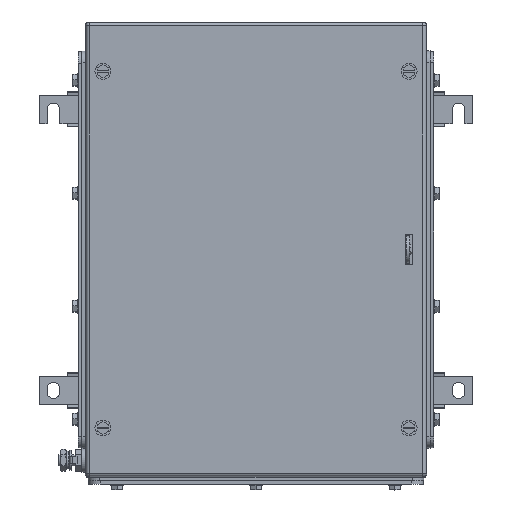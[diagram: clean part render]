
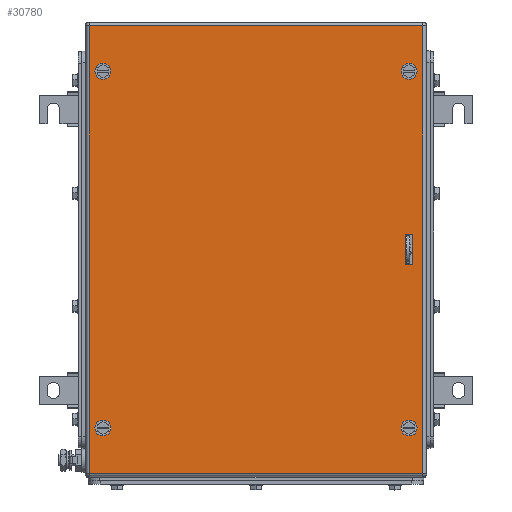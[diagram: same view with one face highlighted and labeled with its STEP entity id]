
A CAD part, top view. The second image highlights one B-rep face of the part: STEP entity #30780.
In plain terms, the highlighted planar face has unit normal (0, 0, 1).
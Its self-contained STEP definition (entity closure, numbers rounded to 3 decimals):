
#30620=AXIS2_PLACEMENT_3D('Circle Axis2P3D',#30618,#30619,$) ;
#30647=AXIS2_PLACEMENT_3D('Plane Axis2P3D',#30644,#30645,#30646) ;
#30685=AXIS2_PLACEMENT_3D('Circle Axis2P3D',#30683,#30684,$) ;
#30694=AXIS2_PLACEMENT_3D('Circle Axis2P3D',#30692,#30693,$) ;
#30703=AXIS2_PLACEMENT_3D('Circle Axis2P3D',#30701,#30702,$) ;
#30712=AXIS2_PLACEMENT_3D('Circle Axis2P3D',#30710,#30711,$) ;
#30721=AXIS2_PLACEMENT_3D('Circle Axis2P3D',#30719,#30720,$) ;
#30730=AXIS2_PLACEMENT_3D('Circle Axis2P3D',#30728,#30729,$) ;
#30739=AXIS2_PLACEMENT_3D('Circle Axis2P3D',#30737,#30738,$) ;
#30615=CARTESIAN_POINT('Vertex',(59.5,367.75,153.5)) ;
#30618=CARTESIAN_POINT('Axis2P3D Location',(56.,367.75,153.5)) ;
#30622=CARTESIAN_POINT('Vertex',(52.5,367.75,153.5)) ;
#30644=CARTESIAN_POINT('Axis2P3D Location',(190.5,211.,153.5)) ;
#30649=CARTESIAN_POINT('Line Origine',(190.5,407.5,153.5)) ;
#30653=CARTESIAN_POINT('Vertex',(337.,407.5,153.5)) ;
#30655=CARTESIAN_POINT('Vertex',(44.,407.5,153.5)) ;
#30658=CARTESIAN_POINT('Line Origine',(44.,211.,153.5)) ;
#30662=CARTESIAN_POINT('Vertex',(44.,14.5,153.5)) ;
#30665=CARTESIAN_POINT('Line Origine',(190.5,14.5,153.5)) ;
#30669=CARTESIAN_POINT('Vertex',(337.,14.5,153.5)) ;
#30672=CARTESIAN_POINT('Line Origine',(337.,211.,153.5)) ;
#30683=CARTESIAN_POINT('Axis2P3D Location',(56.,367.75,153.5)) ;
#30692=CARTESIAN_POINT('Axis2P3D Location',(56.,54.25,153.5)) ;
#30696=CARTESIAN_POINT('Vertex',(52.5,54.25,153.5)) ;
#30698=CARTESIAN_POINT('Vertex',(59.5,54.25,153.5)) ;
#30701=CARTESIAN_POINT('Axis2P3D Location',(56.,54.25,153.5)) ;
#30710=CARTESIAN_POINT('Axis2P3D Location',(325.,54.25,153.5)) ;
#30714=CARTESIAN_POINT('Vertex',(328.5,54.25,153.5)) ;
#30716=CARTESIAN_POINT('Vertex',(321.5,54.25,153.5)) ;
#30719=CARTESIAN_POINT('Axis2P3D Location',(325.,54.25,153.5)) ;
#30728=CARTESIAN_POINT('Axis2P3D Location',(325.,367.75,153.5)) ;
#30732=CARTESIAN_POINT('Vertex',(328.5,367.75,153.5)) ;
#30734=CARTESIAN_POINT('Vertex',(321.5,367.75,153.5)) ;
#30737=CARTESIAN_POINT('Axis2P3D Location',(325.,367.75,153.5)) ;
#30746=CARTESIAN_POINT('Line Origine',(324.75,197.5,153.5)) ;
#30750=CARTESIAN_POINT('Vertex',(328.,197.5,153.5)) ;
#30752=CARTESIAN_POINT('Vertex',(321.5,197.5,153.5)) ;
#30755=CARTESIAN_POINT('Line Origine',(321.5,211.,153.5)) ;
#30759=CARTESIAN_POINT('Vertex',(321.5,224.5,153.5)) ;
#30762=CARTESIAN_POINT('Line Origine',(324.75,224.5,153.5)) ;
#30766=CARTESIAN_POINT('Vertex',(328.,224.5,153.5)) ;
#30769=CARTESIAN_POINT('Line Origine',(328.,211.,153.5)) ;
#30619=DIRECTION('Axis2P3D Direction',(0.,0.,1.)) ;
#30645=DIRECTION('Axis2P3D Direction',(0.,0.,1.)) ;
#30646=DIRECTION('Axis2P3D XDirection',(1.,0.,0.)) ;
#30650=DIRECTION('Vector Direction',(1.,0.,0.)) ;
#30659=DIRECTION('Vector Direction',(0.,-1.,0.)) ;
#30666=DIRECTION('Vector Direction',(1.,0.,0.)) ;
#30673=DIRECTION('Vector Direction',(0.,1.,0.)) ;
#30684=DIRECTION('Axis2P3D Direction',(0.,0.,1.)) ;
#30693=DIRECTION('Axis2P3D Direction',(0.,0.,1.)) ;
#30702=DIRECTION('Axis2P3D Direction',(0.,0.,1.)) ;
#30711=DIRECTION('Axis2P3D Direction',(0.,0.,1.)) ;
#30720=DIRECTION('Axis2P3D Direction',(0.,0.,1.)) ;
#30729=DIRECTION('Axis2P3D Direction',(0.,0.,1.)) ;
#30738=DIRECTION('Axis2P3D Direction',(0.,0.,1.)) ;
#30747=DIRECTION('Vector Direction',(-1.,0.,0.)) ;
#30756=DIRECTION('Vector Direction',(0.,1.,0.)) ;
#30763=DIRECTION('Vector Direction',(1.,0.,0.)) ;
#30770=DIRECTION('Vector Direction',(0.,-1.,0.)) ;
#30651=VECTOR('Line Direction',#30650,1.) ;
#30660=VECTOR('Line Direction',#30659,1.) ;
#30667=VECTOR('Line Direction',#30666,1.) ;
#30674=VECTOR('Line Direction',#30673,1.) ;
#30748=VECTOR('Line Direction',#30747,1.) ;
#30757=VECTOR('Line Direction',#30756,1.) ;
#30764=VECTOR('Line Direction',#30763,1.) ;
#30771=VECTOR('Line Direction',#30770,1.) ;
#30678=ORIENTED_EDGE('',*,*,#30657,.T.) ;
#30679=ORIENTED_EDGE('',*,*,#30664,.T.) ;
#30680=ORIENTED_EDGE('',*,*,#30671,.T.) ;
#30681=ORIENTED_EDGE('',*,*,#30676,.T.) ;
#30689=ORIENTED_EDGE('',*,*,#30687,.F.) ;
#30690=ORIENTED_EDGE('',*,*,#30624,.F.) ;
#30707=ORIENTED_EDGE('',*,*,#30700,.F.) ;
#30708=ORIENTED_EDGE('',*,*,#30705,.F.) ;
#30725=ORIENTED_EDGE('',*,*,#30718,.F.) ;
#30726=ORIENTED_EDGE('',*,*,#30723,.F.) ;
#30743=ORIENTED_EDGE('',*,*,#30736,.F.) ;
#30744=ORIENTED_EDGE('',*,*,#30741,.F.) ;
#30775=ORIENTED_EDGE('',*,*,#30754,.T.) ;
#30776=ORIENTED_EDGE('',*,*,#30761,.T.) ;
#30777=ORIENTED_EDGE('',*,*,#30768,.T.) ;
#30778=ORIENTED_EDGE('',*,*,#30773,.T.) ;
#30691=FACE_BOUND('',#30688,.T.) ;
#30709=FACE_BOUND('',#30706,.T.) ;
#30727=FACE_BOUND('',#30724,.T.) ;
#30745=FACE_BOUND('',#30742,.T.) ;
#30779=FACE_BOUND('',#30774,.T.) ;
#30780=ADVANCED_FACE('ZUB_KTB_MH_403015_3GP_AllCATPart.1\\ZUB_DE_KTB_MH_458x382.1\\DE_KTB_MH_PART_MASTER.1\\Koerper.2',(#30682,#30691,#30709,#30727,#30745,#30779),#30648,.T.) ;
#30621=CIRCLE('generated circle',#30620,3.5) ;
#30686=CIRCLE('generated circle',#30685,3.5) ;
#30695=CIRCLE('generated circle',#30694,3.5) ;
#30704=CIRCLE('generated circle',#30703,3.5) ;
#30713=CIRCLE('generated circle',#30712,3.5) ;
#30722=CIRCLE('generated circle',#30721,3.5) ;
#30731=CIRCLE('generated circle',#30730,3.5) ;
#30740=CIRCLE('generated circle',#30739,3.5) ;
#30624=EDGE_CURVE('',#30616,#30623,#30621,.T.) ;
#30657=EDGE_CURVE('',#30654,#30656,#30652,.F.) ;
#30664=EDGE_CURVE('',#30656,#30663,#30661,.T.) ;
#30671=EDGE_CURVE('',#30663,#30670,#30668,.T.) ;
#30676=EDGE_CURVE('',#30670,#30654,#30675,.T.) ;
#30687=EDGE_CURVE('',#30623,#30616,#30686,.T.) ;
#30700=EDGE_CURVE('',#30697,#30699,#30695,.T.) ;
#30705=EDGE_CURVE('',#30699,#30697,#30704,.T.) ;
#30718=EDGE_CURVE('',#30715,#30717,#30713,.T.) ;
#30723=EDGE_CURVE('',#30717,#30715,#30722,.T.) ;
#30736=EDGE_CURVE('',#30733,#30735,#30731,.T.) ;
#30741=EDGE_CURVE('',#30735,#30733,#30740,.T.) ;
#30754=EDGE_CURVE('',#30751,#30753,#30749,.T.) ;
#30761=EDGE_CURVE('',#30753,#30760,#30758,.T.) ;
#30768=EDGE_CURVE('',#30760,#30767,#30765,.T.) ;
#30773=EDGE_CURVE('',#30767,#30751,#30772,.T.) ;
#30677=EDGE_LOOP('',(#30678,#30679,#30680,#30681)) ;
#30688=EDGE_LOOP('',(#30689,#30690)) ;
#30706=EDGE_LOOP('',(#30707,#30708)) ;
#30724=EDGE_LOOP('',(#30725,#30726)) ;
#30742=EDGE_LOOP('',(#30743,#30744)) ;
#30774=EDGE_LOOP('',(#30775,#30776,#30777,#30778)) ;
#30682=FACE_OUTER_BOUND('',#30677,.T.) ;
#30652=LINE('Line',#30649,#30651) ;
#30661=LINE('Line',#30658,#30660) ;
#30668=LINE('Line',#30665,#30667) ;
#30675=LINE('Line',#30672,#30674) ;
#30749=LINE('Line',#30746,#30748) ;
#30758=LINE('Line',#30755,#30757) ;
#30765=LINE('Line',#30762,#30764) ;
#30772=LINE('Line',#30769,#30771) ;
#30648=PLANE('',#30647) ;
#30616=VERTEX_POINT('',#30615) ;
#30623=VERTEX_POINT('',#30622) ;
#30654=VERTEX_POINT('',#30653) ;
#30656=VERTEX_POINT('',#30655) ;
#30663=VERTEX_POINT('',#30662) ;
#30670=VERTEX_POINT('',#30669) ;
#30697=VERTEX_POINT('',#30696) ;
#30699=VERTEX_POINT('',#30698) ;
#30715=VERTEX_POINT('',#30714) ;
#30717=VERTEX_POINT('',#30716) ;
#30733=VERTEX_POINT('',#30732) ;
#30735=VERTEX_POINT('',#30734) ;
#30751=VERTEX_POINT('',#30750) ;
#30753=VERTEX_POINT('',#30752) ;
#30760=VERTEX_POINT('',#30759) ;
#30767=VERTEX_POINT('',#30766) ;
